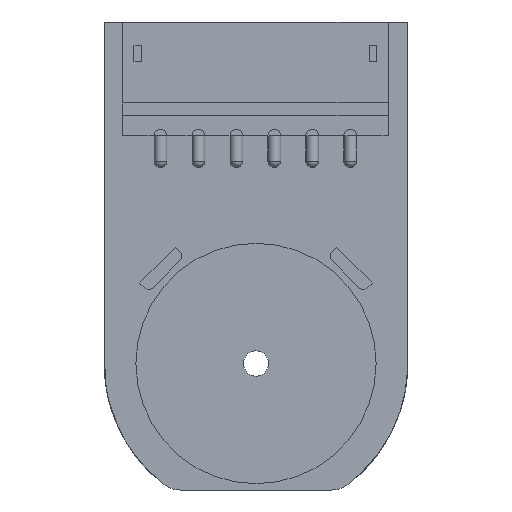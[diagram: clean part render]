
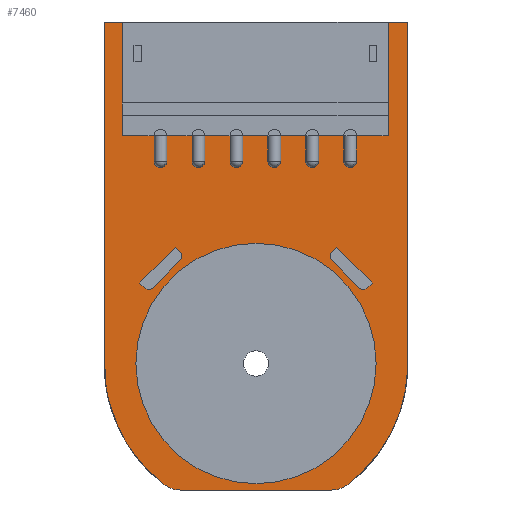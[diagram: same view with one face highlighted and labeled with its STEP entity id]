
A CAD part, left-side view. The second image highlights one B-rep face of the part: STEP entity #7460.
In plain terms, the highlighted planar face has unit normal (-1, 0, 0).
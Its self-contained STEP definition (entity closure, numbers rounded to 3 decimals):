
#310=FACE_BOUND('',#1412,.T.);
#311=FACE_BOUND('',#1413,.T.);
#312=FACE_BOUND('',#1414,.T.);
#340=B_SPLINE_CURVE_WITH_KNOTS('',3,(#10321,#10322,#10323,#10324,#10325,
#10326,#10327,#10328,#10329,#10330,#10331,#10332,#10333),.UNSPECIFIED.,
 .F.,.F.,(4,3,3,3,4),(0.,0.337,0.939,1.263,
1.654),.UNSPECIFIED.);
#342=B_SPLINE_CURVE_WITH_KNOTS('',3,(#10388,#10389,#10390,#10391,#10392,
#10393,#10394,#10395,#10396,#10397,#10398,#10399,#10400),.UNSPECIFIED.,
 .F.,.F.,(4,3,3,3,4),(0.,0.077,0.13,0.165,
0.207),.UNSPECIFIED.);
#753=PLANE('',#8008);
#985=FACE_OUTER_BOUND('',#1411,.T.);
#1411=EDGE_LOOP('',(#5691,#5692,#5693,#5694,#5695,#5696,#5697,#5698));
#1412=EDGE_LOOP('',(#5699,#5700,#5701,#5702,#5703,#5704));
#1413=EDGE_LOOP('',(#5705,#5706,#5707,#5708,#5709,#5710));
#1414=EDGE_LOOP('',(#5711));
#1889=LINE('',#10211,#2534);
#1895=LINE('',#10228,#2540);
#1899=LINE('',#10241,#2544);
#1905=LINE('',#10256,#2550);
#1906=LINE('',#10258,#2551);
#1907=LINE('',#10260,#2552);
#1910=LINE('',#10266,#2555);
#1911=LINE('',#10268,#2556);
#1918=LINE('',#10339,#2563);
#1921=LINE('',#10345,#2566);
#1924=LINE('',#10351,#2569);
#1929=LINE('',#10410,#2574);
#2534=VECTOR('',#8738,10.);
#2540=VECTOR('',#8754,10.);
#2544=VECTOR('',#8766,10.);
#2550=VECTOR('',#8780,10.);
#2551=VECTOR('',#8783,10.);
#2552=VECTOR('',#8786,10.);
#2555=VECTOR('',#8791,10.);
#2556=VECTOR('',#8794,10.);
#2563=VECTOR('',#8817,10.);
#2566=VECTOR('',#8822,10.);
#2569=VECTOR('',#8827,10.);
#2574=VECTOR('',#8840,10.);
#3101=CIRCLE('',#7975,0.25);
#3103=CIRCLE('',#7980,0.25);
#3105=CIRCLE('',#7984,0.25);
#3107=CIRCLE('',#7988,0.25);
#3109=CIRCLE('',#7997,0.5);
#3111=CIRCLE('',#8000,1.);
#3113=CIRCLE('',#8006,1.);
#3326=VERTEX_POINT('',#10201);
#3327=VERTEX_POINT('',#10203);
#3329=VERTEX_POINT('',#10209);
#3333=VERTEX_POINT('',#10221);
#3334=VERTEX_POINT('',#10223);
#3335=VERTEX_POINT('',#10227);
#3338=VERTEX_POINT('',#10234);
#3339=VERTEX_POINT('',#10236);
#3340=VERTEX_POINT('',#10240);
#3344=VERTEX_POINT('',#10249);
#3345=VERTEX_POINT('',#10251);
#3347=VERTEX_POINT('',#10264);
#3349=VERTEX_POINT('',#10274);
#3352=VERTEX_POINT('',#10281);
#3353=VERTEX_POINT('',#10283);
#3355=VERTEX_POINT('',#10320);
#3357=VERTEX_POINT('',#10338);
#3359=VERTEX_POINT('',#10344);
#3361=VERTEX_POINT('',#10350);
#3363=VERTEX_POINT('',#10387);
#3365=VERTEX_POINT('',#10405);
#4177=EDGE_CURVE('',#3326,#3327,#3101,.F.);
#4181=EDGE_CURVE('',#3326,#3329,#1889,.T.);
#4187=EDGE_CURVE('',#3333,#3334,#3103,.F.);
#4189=EDGE_CURVE('',#3335,#3334,#1895,.T.);
#4193=EDGE_CURVE('',#3338,#3339,#3105,.F.);
#4195=EDGE_CURVE('',#3340,#3339,#1899,.T.);
#4200=EDGE_CURVE('',#3344,#3345,#3107,.F.);
#4203=EDGE_CURVE('',#3338,#3345,#1905,.T.);
#4204=EDGE_CURVE('',#3329,#3335,#1906,.T.);
#4205=EDGE_CURVE('',#3333,#3327,#1907,.T.);
#4208=EDGE_CURVE('',#3344,#3347,#1910,.T.);
#4209=EDGE_CURVE('',#3347,#3340,#1911,.T.);
#4213=EDGE_CURVE('',#3349,#3349,#3109,.T.);
#4216=EDGE_CURVE('',#3353,#3352,#3111,.T.);
#4219=EDGE_CURVE('',#3355,#3353,#340,.T.);
#4222=EDGE_CURVE('',#3357,#3355,#1918,.T.);
#4225=EDGE_CURVE('',#3359,#3357,#1921,.T.);
#4228=EDGE_CURVE('',#3361,#3359,#1924,.T.);
#4231=EDGE_CURVE('',#3363,#3361,#342,.T.);
#4234=EDGE_CURVE('',#3365,#3363,#3113,.T.);
#4237=EDGE_CURVE('',#3352,#3365,#1929,.T.);
#5691=ORIENTED_EDGE('',*,*,#4237,.T.);
#5692=ORIENTED_EDGE('',*,*,#4234,.T.);
#5693=ORIENTED_EDGE('',*,*,#4231,.T.);
#5694=ORIENTED_EDGE('',*,*,#4228,.T.);
#5695=ORIENTED_EDGE('',*,*,#4225,.T.);
#5696=ORIENTED_EDGE('',*,*,#4222,.T.);
#5697=ORIENTED_EDGE('',*,*,#4219,.T.);
#5698=ORIENTED_EDGE('',*,*,#4216,.T.);
#5699=ORIENTED_EDGE('',*,*,#4181,.T.);
#5700=ORIENTED_EDGE('',*,*,#4204,.T.);
#5701=ORIENTED_EDGE('',*,*,#4189,.T.);
#5702=ORIENTED_EDGE('',*,*,#4187,.F.);
#5703=ORIENTED_EDGE('',*,*,#4205,.T.);
#5704=ORIENTED_EDGE('',*,*,#4177,.F.);
#5705=ORIENTED_EDGE('',*,*,#4208,.T.);
#5706=ORIENTED_EDGE('',*,*,#4209,.T.);
#5707=ORIENTED_EDGE('',*,*,#4195,.T.);
#5708=ORIENTED_EDGE('',*,*,#4193,.F.);
#5709=ORIENTED_EDGE('',*,*,#4203,.T.);
#5710=ORIENTED_EDGE('',*,*,#4200,.F.);
#5711=ORIENTED_EDGE('',*,*,#4213,.T.);
#7460=ADVANCED_FACE('',(#985,#310,#311,#312),#753,.F.);
#7975=AXIS2_PLACEMENT_3D('',#10204,#8731,#8732);
#7980=AXIS2_PLACEMENT_3D('',#10224,#8749,#8750);
#7984=AXIS2_PLACEMENT_3D('',#10237,#8761,#8762);
#7988=AXIS2_PLACEMENT_3D('',#10252,#8774,#8775);
#7997=AXIS2_PLACEMENT_3D('',#10276,#8803,#8804);
#8000=AXIS2_PLACEMENT_3D('',#10284,#8810,#8811);
#8006=AXIS2_PLACEMENT_3D('',#10406,#8834,#8835);
#8008=AXIS2_PLACEMENT_3D('',#10411,#8841,#8842);
#8731=DIRECTION('center_axis',(1.,0.,0.));
#8732=DIRECTION('ref_axis',(0.,1.,0.));
#8738=DIRECTION('',(0.,-0.707,0.707));
#8749=DIRECTION('center_axis',(1.,0.,0.));
#8750=DIRECTION('ref_axis',(0.,0.,-1.));
#8754=DIRECTION('',(0.,0.707,-0.707));
#8761=DIRECTION('center_axis',(1.,0.,0.));
#8762=DIRECTION('ref_axis',(0.,-1.,0.));
#8766=DIRECTION('',(0.,-0.707,-0.707));
#8774=DIRECTION('center_axis',(1.,0.,0.));
#8775=DIRECTION('ref_axis',(0.,0.,-1.));
#8780=DIRECTION('',(0.,0.707,-0.707));
#8783=DIRECTION('',(0.,-0.707,-0.707));
#8786=DIRECTION('',(0.,0.707,0.707));
#8791=DIRECTION('',(0.,0.707,0.707));
#8794=DIRECTION('',(0.,-0.707,0.707));
#8803=DIRECTION('center_axis',(1.,0.,0.));
#8804=DIRECTION('ref_axis',(0.,0.,-1.));
#8810=DIRECTION('center_axis',(-1.,0.,0.));
#8811=DIRECTION('ref_axis',(0.,0.316,-0.949));
#8817=DIRECTION('',(0.,0.,-1.));
#8822=DIRECTION('',(0.,1.,0.));
#8827=DIRECTION('',(0.,0.,1.));
#8834=DIRECTION('center_axis',(-1.,0.,0.));
#8835=DIRECTION('ref_axis',(0.,-0.316,-0.949));
#8840=DIRECTION('',(0.,-1.,0.));
#8841=DIRECTION('center_axis',(1.,0.,0.));
#8842=DIRECTION('ref_axis',(0.,-1.,0.));
#10201=CARTESIAN_POINT('',(-17.2,-3.005,4.419));
#10203=CARTESIAN_POINT('',(-17.2,-3.005,4.066));
#10204=CARTESIAN_POINT('Origin',(-17.2,-3.182,4.243));
#10209=CARTESIAN_POINT('',(-17.2,-3.182,4.596));
#10211=CARTESIAN_POINT('',(-17.2,-7.762,9.177));
#10221=CARTESIAN_POINT('',(-17.2,-4.066,3.005));
#10223=CARTESIAN_POINT('',(-17.2,-4.419,3.005));
#10224=CARTESIAN_POINT('Origin',(-17.2,-4.243,3.182));
#10227=CARTESIAN_POINT('',(-17.2,-4.596,3.182));
#10228=CARTESIAN_POINT('',(-17.2,-9.,7.586));
#10234=CARTESIAN_POINT('',(-17.2,3.005,4.066));
#10236=CARTESIAN_POINT('',(-17.2,3.005,4.419));
#10237=CARTESIAN_POINT('Origin',(-17.2,3.182,4.243));
#10240=CARTESIAN_POINT('',(-17.2,3.182,4.596));
#10241=CARTESIAN_POINT('',(-17.2,-2.414,-1.));
#10249=CARTESIAN_POINT('',(-17.2,4.419,3.005));
#10251=CARTESIAN_POINT('',(-17.2,4.066,3.005));
#10252=CARTESIAN_POINT('Origin',(-17.2,4.243,3.182));
#10256=CARTESIAN_POINT('',(-17.2,-2.636,9.707));
#10258=CARTESIAN_POINT('',(-17.2,-7.718,0.061));
#10260=CARTESIAN_POINT('',(-17.2,-6.657,0.414));
#10264=CARTESIAN_POINT('',(-17.2,4.596,3.182));
#10266=CARTESIAN_POINT('',(-17.2,-0.823,-2.238));
#10268=CARTESIAN_POINT('',(-17.2,-2.989,10.768));
#10274=CARTESIAN_POINT('',(-17.2,0.,0.5));
#10276=CARTESIAN_POINT('Origin',(-17.2,0.,0.));
#10281=CARTESIAN_POINT('',(-17.2,3.,-5.));
#10283=CARTESIAN_POINT('',(-17.2,3.595,-4.804));
#10284=CARTESIAN_POINT('Origin',(-17.2,3.,-4.));
#10320=CARTESIAN_POINT('',(-17.2,5.986,5.));
#10321=CARTESIAN_POINT('Ctrl Pts',(-17.2,5.986,5.));
#10322=CARTESIAN_POINT('Ctrl Pts',(-17.2,5.989,3.877));
#10323=CARTESIAN_POINT('Ctrl Pts',(-17.2,5.992,2.753));
#10324=CARTESIAN_POINT('Ctrl Pts',(-17.2,5.995,1.63));
#10325=CARTESIAN_POINT('Ctrl Pts',(-17.2,6.001,-0.378));
#10326=CARTESIAN_POINT('Ctrl Pts',(-17.2,6.056,-0.881));
#10327=CARTESIAN_POINT('Ctrl Pts',(-17.2,5.65,-2.018));
#10328=CARTESIAN_POINT('Ctrl Pts',(-17.2,5.432,-2.629));
#10329=CARTESIAN_POINT('Ctrl Pts',(-17.2,5.122,-3.194));
#10330=CARTESIAN_POINT('Ctrl Pts',(-17.2,4.718,-3.707));
#10331=CARTESIAN_POINT('Ctrl Pts',(-17.2,4.231,-4.327));
#10332=CARTESIAN_POINT('Ctrl Pts',(-17.2,3.747,-4.69));
#10333=CARTESIAN_POINT('Ctrl Pts',(-17.2,3.595,-4.804));
#10338=CARTESIAN_POINT('',(-17.2,5.986,13.5));
#10339=CARTESIAN_POINT('',(-17.2,5.986,5.55));
#10344=CARTESIAN_POINT('',(-17.2,-5.986,13.5));
#10345=CARTESIAN_POINT('',(-17.2,-7.,13.5));
#10350=CARTESIAN_POINT('',(-17.2,-5.986,5.));
#10351=CARTESIAN_POINT('',(-17.2,-5.986,5.55));
#10387=CARTESIAN_POINT('',(-17.2,-3.595,-4.804));
#10388=CARTESIAN_POINT('Ctrl Pts',(-17.2,-3.595,-4.804));
#10389=CARTESIAN_POINT('Ctrl Pts',(-17.2,-3.8,-4.65));
#10390=CARTESIAN_POINT('Ctrl Pts',(-17.2,-4.504,-4.121));
#10391=CARTESIAN_POINT('Ctrl Pts',(-17.2,-5.096,-3.168));
#10392=CARTESIAN_POINT('Ctrl Pts',(-17.2,-5.503,-2.512));
#10393=CARTESIAN_POINT('Ctrl Pts',(-17.2,-5.782,-1.776));
#10394=CARTESIAN_POINT('Ctrl Pts',(-17.2,-5.914,-1.016));
#10395=CARTESIAN_POINT('Ctrl Pts',(-17.2,-6.001,-0.508));
#10396=CARTESIAN_POINT('Ctrl Pts',(-17.2,-6.,-0.124));
#10397=CARTESIAN_POINT('Ctrl Pts',(-17.2,-5.997,1.005));
#10398=CARTESIAN_POINT('Ctrl Pts',(-17.2,-5.993,2.337));
#10399=CARTESIAN_POINT('Ctrl Pts',(-17.2,-5.99,3.668));
#10400=CARTESIAN_POINT('Ctrl Pts',(-17.2,-5.986,5.));
#10405=CARTESIAN_POINT('',(-17.2,-3.,-5.));
#10406=CARTESIAN_POINT('Origin',(-17.2,-3.,-4.));
#10410=CARTESIAN_POINT('',(-17.2,-13.,-5.));
#10411=CARTESIAN_POINT('Origin',(-17.2,-20.,6.1));
